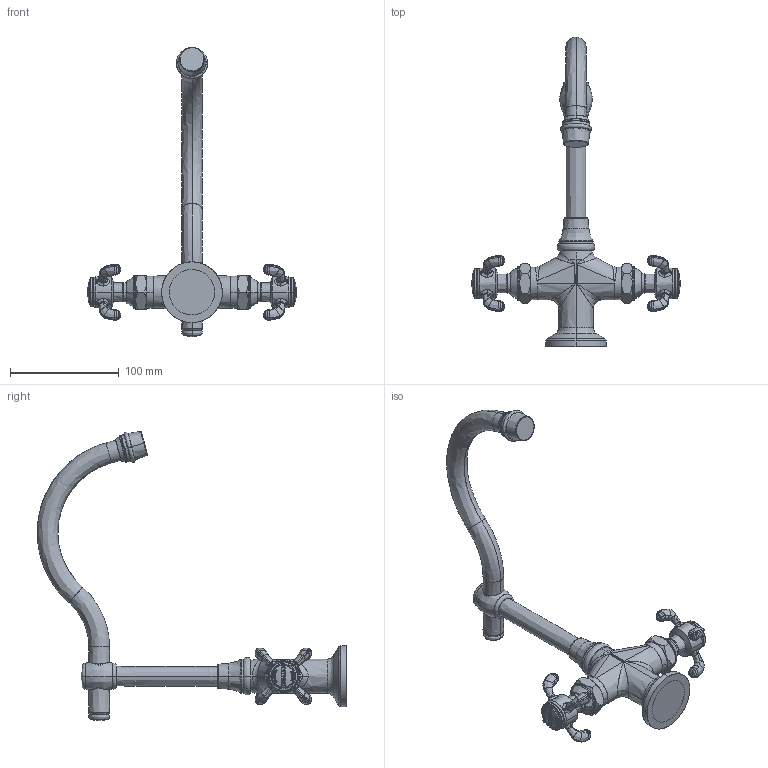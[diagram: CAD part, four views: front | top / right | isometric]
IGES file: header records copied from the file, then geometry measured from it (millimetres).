
Start section:  PTC IGES file: 1688.igs
Global section: file name: 1688.igs; native system: Pro/ENGINEER by Parametric Technology Corporation; preprocessor: 2009300; author: project; organization: Unknown; date: 20101021.102708; units: inch
Bounding box: 192.28 x 285.25 x 266.52 mm (x, y, z)
Surface area: 75232.4 mm2 (no closed solid volume)
Topology: 0 solids, 0 shells, 770 faces, 3832 edges, 3776 vertices
Faces by surface type: bspline 770
